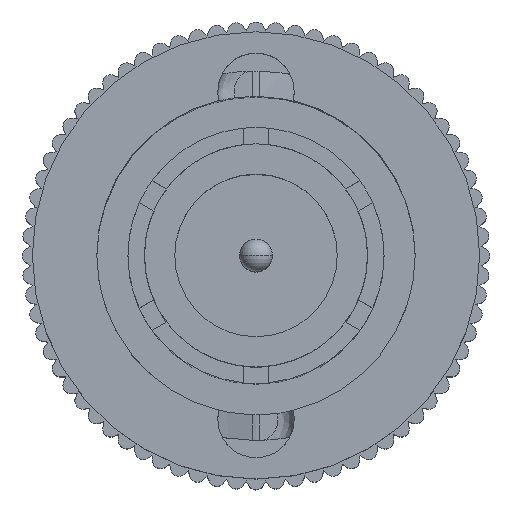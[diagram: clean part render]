
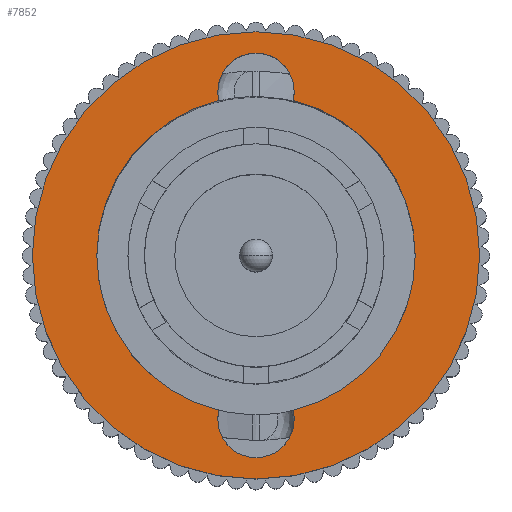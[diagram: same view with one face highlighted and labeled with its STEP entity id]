
A CAD part, top view. The second image highlights one B-rep face of the part: STEP entity #7852.
In plain terms, the highlighted planar face has unit normal (0, 0, 1).
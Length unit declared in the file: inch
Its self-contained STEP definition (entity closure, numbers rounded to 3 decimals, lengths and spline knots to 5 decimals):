
#30 = CARTESIAN_POINT ( 'NONE',  ( -0.0451, -0.18868, 0. ) ) ;
#217 = DIRECTION ( 'NONE',  ( 0., 0., 1. ) ) ;
#532 = EDGE_CURVE ( 'NONE', #5612, #11406, #3136, .T. ) ;
#580 = VERTEX_POINT ( 'NONE', #2147 ) ;
#619 = VERTEX_POINT ( 'NONE', #4969 ) ;
#633 = AXIS2_PLACEMENT_3D ( 'NONE', #2192, #3450, #11424 ) ;
#845 = EDGE_CURVE ( 'NONE', #580, #8039, #7975, .T. ) ;
#965 = CIRCLE ( 'NONE', #1802, 0.0465 ) ;
#1172 = EDGE_CURVE ( 'NONE', #4259, #9625, #5245, .T. ) ;
#1206 = CARTESIAN_POINT ( 'NONE',  ( 0., 0.2, 0. ) ) ;
#1432 = CARTESIAN_POINT ( 'NONE',  ( -0.0465, -0.2, 0. ) ) ;
#1501 = ORIENTED_EDGE ( 'NONE', *, *, #11636, .F. ) ;
#1524 = CARTESIAN_POINT ( 'NONE',  ( 0., -0.2, 0. ) ) ;
#1552 = DIRECTION ( 'NONE',  ( 1., 0., 0. ) ) ;
#1576 = CARTESIAN_POINT ( 'NONE',  ( 0.2725, 0., 0. ) ) ;
#1640 = DIRECTION ( 'NONE',  ( 0., 0., 1. ) ) ;
#1802 = AXIS2_PLACEMENT_3D ( 'NONE', #1524, #5535, #8440 ) ;
#1849 = CARTESIAN_POINT ( 'NONE',  ( 0.0465, 0.2, 0. ) ) ;
#1982 = AXIS2_PLACEMENT_3D ( 'NONE', #11474, #8444, #7250 ) ;
#2137 = CARTESIAN_POINT ( 'NONE',  ( -0.194, 0., 0. ) ) ;
#2147 = CARTESIAN_POINT ( 'NONE',  ( 0.194, 0., 0. ) ) ;
#2192 = CARTESIAN_POINT ( 'NONE',  ( 0., 0., 0. ) ) ;
#2502 = DIRECTION ( 'NONE',  ( 0., 0., 1. ) ) ;
#2822 = CARTESIAN_POINT ( 'NONE',  ( 0.0451, 0.18868, 0. ) ) ;
#2836 = AXIS2_PLACEMENT_3D ( 'NONE', #11411, #217, #6390 ) ;
#3002 = CARTESIAN_POINT ( 'NONE',  ( -0.0451, 0.18868, 0. ) ) ;
#3015 = ORIENTED_EDGE ( 'NONE', *, *, #7926, .F. ) ;
#3020 = VERTEX_POINT ( 'NONE', #3002 ) ;
#3052 = AXIS2_PLACEMENT_3D ( 'NONE', #11737, #10755, #9693 ) ;
#3071 = ORIENTED_EDGE ( 'NONE', *, *, #1172, .T. ) ;
#3136 = CIRCLE ( 'NONE', #9007, 0.0465 ) ;
#3175 = DIRECTION ( 'NONE',  ( 0., 0., 1. ) ) ;
#3293 = ORIENTED_EDGE ( 'NONE', *, *, #9363, .F. ) ;
#3450 = DIRECTION ( 'NONE',  ( 0., 0., 1. ) ) ;
#3670 = AXIS2_PLACEMENT_3D ( 'NONE', #8240, #1640, #6508 ) ;
#3681 = DIRECTION ( 'NONE',  ( 1., 0., 0. ) ) ;
#3754 = CIRCLE ( 'NONE', #11956, 0.194 ) ;
#3996 = CARTESIAN_POINT ( 'NONE',  ( -0.2725, 0., 0. ) ) ;
#4058 = ORIENTED_EDGE ( 'NONE', *, *, #532, .F. ) ;
#4144 = ORIENTED_EDGE ( 'NONE', *, *, #7362, .F. ) ;
#4259 = VERTEX_POINT ( 'NONE', #3996 ) ;
#4506 = CIRCLE ( 'NONE', #8084, 0.194 ) ;
#4723 = DIRECTION ( 'NONE',  ( 1., 0., 0. ) ) ;
#4969 = CARTESIAN_POINT ( 'NONE',  ( -0.0465, 0.2, 0. ) ) ;
#5245 = CIRCLE ( 'NONE', #633, 0.2725 ) ;
#5454 = AXIS2_PLACEMENT_3D ( 'NONE', #8602, #11572, #1552 ) ;
#5535 = DIRECTION ( 'NONE',  ( 0., 0., 1. ) ) ;
#5562 = AXIS2_PLACEMENT_3D ( 'NONE', #1206, #3175, #8108 ) ;
#5595 = AXIS2_PLACEMENT_3D ( 'NONE', #1576, #2502, #3681 ) ;
#5600 = EDGE_LOOP ( 'NONE', ( #10741, #3071 ) ) ;
#5612 = VERTEX_POINT ( 'NONE', #30 ) ;
#6103 = EDGE_CURVE ( 'NONE', #9625, #4259, #11460, .T. ) ;
#6164 = ORIENTED_EDGE ( 'NONE', *, *, #7273, .F. ) ;
#6390 = DIRECTION ( 'NONE',  ( -1., 0., 0. ) ) ;
#6508 = DIRECTION ( 'NONE',  ( 1., 0., 0. ) ) ;
#6639 = DIRECTION ( 'NONE',  ( 0., 0., 1. ) ) ;
#6800 = VERTEX_POINT ( 'NONE', #2137 ) ;
#6987 = CARTESIAN_POINT ( 'NONE',  ( 0., 0., 0. ) ) ;
#7033 = CARTESIAN_POINT ( 'NONE',  ( 0.2725, 0., 0. ) ) ;
#7145 = DIRECTION ( 'NONE',  ( 0., 0., 1. ) ) ;
#7205 = EDGE_CURVE ( 'NONE', #3020, #6800, #4506, .T. ) ;
#7250 = DIRECTION ( 'NONE',  ( -1., 0., 0. ) ) ;
#7262 = CIRCLE ( 'NONE', #3052, 0.194 ) ;
#7273 = EDGE_CURVE ( 'NONE', #619, #3020, #9978, .T. ) ;
#7346 = EDGE_CURVE ( 'NONE', #8039, #7653, #7674, .T. ) ;
#7362 = EDGE_CURVE ( 'NONE', #7653, #619, #12089, .T. ) ;
#7369 = ORIENTED_EDGE ( 'NONE', *, *, #7205, .F. ) ;
#7466 = ORIENTED_EDGE ( 'NONE', *, *, #9530, .F. ) ;
#7484 = CIRCLE ( 'NONE', #8941, 0.0465 ) ;
#7573 = PLANE ( 'NONE',  #5595 ) ;
#7653 = VERTEX_POINT ( 'NONE', #1849 ) ;
#7674 = CIRCLE ( 'NONE', #1982, 0.0465 ) ;
#7852 = ADVANCED_FACE ( 'NONE', ( #12844, #11593 ), #7573, .T. ) ;
#7926 = EDGE_CURVE ( 'NONE', #8976, #9225, #7484, .T. ) ;
#7938 = CARTESIAN_POINT ( 'NONE',  ( 0., 0., 0. ) ) ;
#7969 = ORIENTED_EDGE ( 'NONE', *, *, #7346, .F. ) ;
#7975 = CIRCLE ( 'NONE', #5454, 0.194 ) ;
#8039 = VERTEX_POINT ( 'NONE', #2822 ) ;
#8084 = AXIS2_PLACEMENT_3D ( 'NONE', #6987, #10023, #9958 ) ;
#8108 = DIRECTION ( 'NONE',  ( -1., 0., 0. ) ) ;
#8240 = CARTESIAN_POINT ( 'NONE',  ( 0., 0., 0. ) ) ;
#8440 = DIRECTION ( 'NONE',  ( 1., 0., 0. ) ) ;
#8444 = DIRECTION ( 'NONE',  ( 0., 0., 1. ) ) ;
#8602 = CARTESIAN_POINT ( 'NONE',  ( 0., 0., 0. ) ) ;
#8818 = CARTESIAN_POINT ( 'NONE',  ( 0., -0.2, 0. ) ) ;
#8941 = AXIS2_PLACEMENT_3D ( 'NONE', #8818, #6639, #9752 ) ;
#8976 = VERTEX_POINT ( 'NONE', #11966 ) ;
#9007 = AXIS2_PLACEMENT_3D ( 'NONE', #10738, #9746, #4723 ) ;
#9113 = DIRECTION ( 'NONE',  ( 1., 0., 0. ) ) ;
#9225 = VERTEX_POINT ( 'NONE', #11570 ) ;
#9363 = EDGE_CURVE ( 'NONE', #11406, #8976, #965, .T. ) ;
#9530 = EDGE_CURVE ( 'NONE', #9225, #580, #7262, .T. ) ;
#9625 = VERTEX_POINT ( 'NONE', #7033 ) ;
#9693 = DIRECTION ( 'NONE',  ( 1., 0., 0. ) ) ;
#9746 = DIRECTION ( 'NONE',  ( 0., 0., 1. ) ) ;
#9752 = DIRECTION ( 'NONE',  ( 1., 0., 0. ) ) ;
#9958 = DIRECTION ( 'NONE',  ( 1., 0., 0. ) ) ;
#9978 = CIRCLE ( 'NONE', #5562, 0.0465 ) ;
#10023 = DIRECTION ( 'NONE',  ( 0., 0., 1. ) ) ;
#10123 = ORIENTED_EDGE ( 'NONE', *, *, #845, .F. ) ;
#10738 = CARTESIAN_POINT ( 'NONE',  ( 0., -0.2, 0. ) ) ;
#10741 = ORIENTED_EDGE ( 'NONE', *, *, #6103, .T. ) ;
#10755 = DIRECTION ( 'NONE',  ( 0., 0., 1. ) ) ;
#11406 = VERTEX_POINT ( 'NONE', #1432 ) ;
#11411 = CARTESIAN_POINT ( 'NONE',  ( 0., 0.2, 0. ) ) ;
#11424 = DIRECTION ( 'NONE',  ( 1., 0., 0. ) ) ;
#11460 = CIRCLE ( 'NONE', #3670, 0.2725 ) ;
#11474 = CARTESIAN_POINT ( 'NONE',  ( 0., 0.2, 0. ) ) ;
#11570 = CARTESIAN_POINT ( 'NONE',  ( 0.0451, -0.18868, 0. ) ) ;
#11572 = DIRECTION ( 'NONE',  ( 0., 0., 1. ) ) ;
#11593 = FACE_OUTER_BOUND ( 'NONE', #5600, .T. ) ;
#11636 = EDGE_CURVE ( 'NONE', #6800, #5612, #3754, .T. ) ;
#11737 = CARTESIAN_POINT ( 'NONE',  ( 0., 0., 0. ) ) ;
#11956 = AXIS2_PLACEMENT_3D ( 'NONE', #7938, #7145, #9113 ) ;
#11966 = CARTESIAN_POINT ( 'NONE',  ( 0.0465, -0.2, 0. ) ) ;
#12089 = CIRCLE ( 'NONE', #2836, 0.0465 ) ;
#12221 = EDGE_LOOP ( 'NONE', ( #7369, #6164, #4144, #7969, #10123, #7466, #3015, #3293, #4058, #1501 ) ) ;
#12844 = FACE_BOUND ( 'NONE', #12221, .T. ) ;
